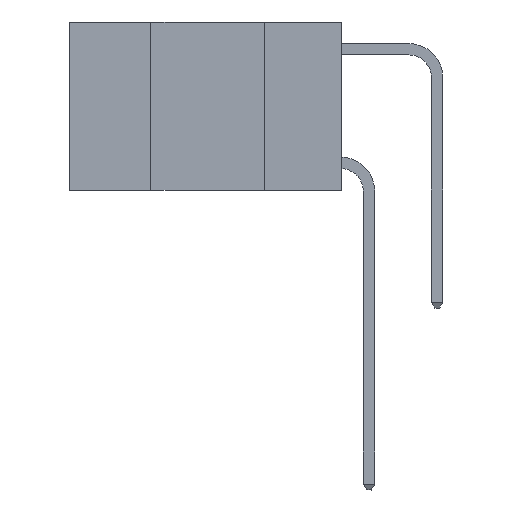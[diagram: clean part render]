
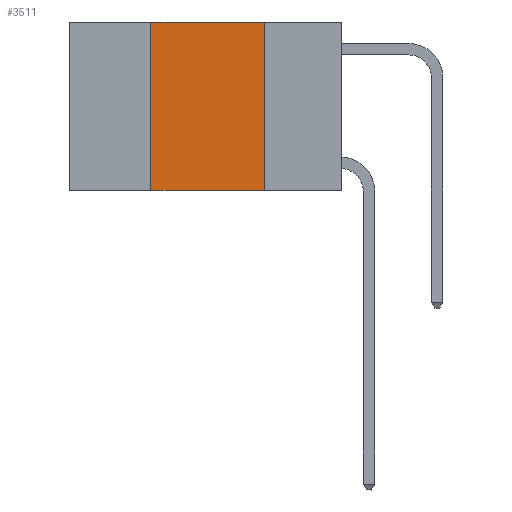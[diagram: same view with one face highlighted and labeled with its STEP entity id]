
A CAD part, left-side view. The second image highlights one B-rep face of the part: STEP entity #3511.
In plain terms, the highlighted planar face has unit normal (-1, 0, 0).
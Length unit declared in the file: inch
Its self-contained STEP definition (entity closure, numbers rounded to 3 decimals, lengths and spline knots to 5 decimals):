
#76 = CARTESIAN_POINT ( 'NONE',  ( 0., 0.6, -0.37 ) ) ;
#1346 = LINE ( 'NONE', #9489, #12271 ) ;
#2498 = CARTESIAN_POINT ( 'NONE',  ( 0., 0.6, 0. ) ) ;
#3511 = ADVANCED_FACE ( 'NONE', ( #9562 ), #19075, .F. ) ;
#4149 = VERTEX_POINT ( 'NONE', #4508 ) ;
#4436 = EDGE_CURVE ( 'NONE', #12986, #4992, #12006, .T. ) ;
#4508 = CARTESIAN_POINT ( 'NONE',  ( 0., 0.17, 0. ) ) ;
#4992 = VERTEX_POINT ( 'NONE', #22500 ) ;
#5015 = ORIENTED_EDGE ( 'NONE', *, *, #5776, .F. ) ;
#5776 = EDGE_CURVE ( 'NONE', #4149, #4992, #14124, .T. ) ;
#5777 = VECTOR ( 'NONE', #20482, 39.37008 ) ;
#5797 = EDGE_LOOP ( 'NONE', ( #5015, #6410, #6664, #14461 ) ) ;
#6410 = ORIENTED_EDGE ( 'NONE', *, *, #20263, .F. ) ;
#6577 = DIRECTION ( 'NONE',  ( 0., 0., -1. ) ) ;
#6664 = ORIENTED_EDGE ( 'NONE', *, *, #21875, .F. ) ;
#6819 = AXIS2_PLACEMENT_3D ( 'NONE', #22609, #15370, #6577 ) ;
#9171 = CARTESIAN_POINT ( 'NONE',  ( 0., 0.42, 0. ) ) ;
#9489 = CARTESIAN_POINT ( 'NONE',  ( 0., 0.42, 0. ) ) ;
#9562 = FACE_OUTER_BOUND ( 'NONE', #5797, .T. ) ;
#11522 = CARTESIAN_POINT ( 'NONE',  ( 0., 0.17, 0. ) ) ;
#12006 = LINE ( 'NONE', #76, #19466 ) ;
#12271 = VECTOR ( 'NONE', #20170, 39.37008 ) ;
#12340 = DIRECTION ( 'NONE',  ( 0., -1., 0. ) ) ;
#12986 = VERTEX_POINT ( 'NONE', #13396 ) ;
#13396 = CARTESIAN_POINT ( 'NONE',  ( 0., 0.42, -0.37 ) ) ;
#14124 = LINE ( 'NONE', #11522, #17727 ) ;
#14461 = ORIENTED_EDGE ( 'NONE', *, *, #4436, .T. ) ;
#15370 = DIRECTION ( 'NONE',  ( 1., 0., 0. ) ) ;
#16809 = LINE ( 'NONE', #2498, #5777 ) ;
#17727 = VECTOR ( 'NONE', #22161, 39.37008 ) ;
#19075 = PLANE ( 'NONE',  #6819 ) ;
#19466 = VECTOR ( 'NONE', #12340, 39.37008 ) ;
#20170 = DIRECTION ( 'NONE',  ( 0., 0., 1. ) ) ;
#20263 = EDGE_CURVE ( 'NONE', #21153, #4149, #16809, .T. ) ;
#20482 = DIRECTION ( 'NONE',  ( 0., -1., 0. ) ) ;
#21153 = VERTEX_POINT ( 'NONE', #9171 ) ;
#21875 = EDGE_CURVE ( 'NONE', #12986, #21153, #1346, .T. ) ;
#22161 = DIRECTION ( 'NONE',  ( 0., 0., -1. ) ) ;
#22500 = CARTESIAN_POINT ( 'NONE',  ( 0., 0.17, -0.37 ) ) ;
#22609 = CARTESIAN_POINT ( 'NONE',  ( 0., 0.6, 0. ) ) ;
